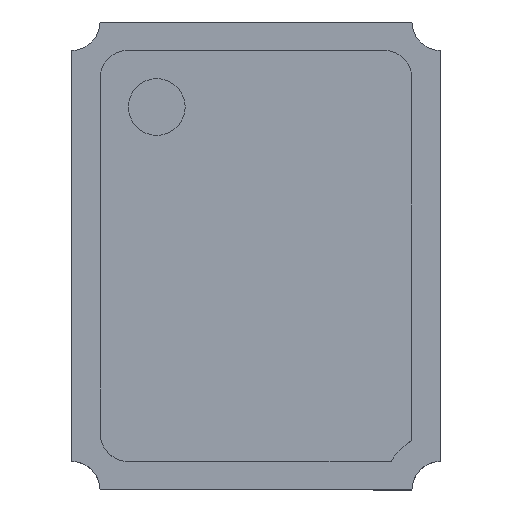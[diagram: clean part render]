
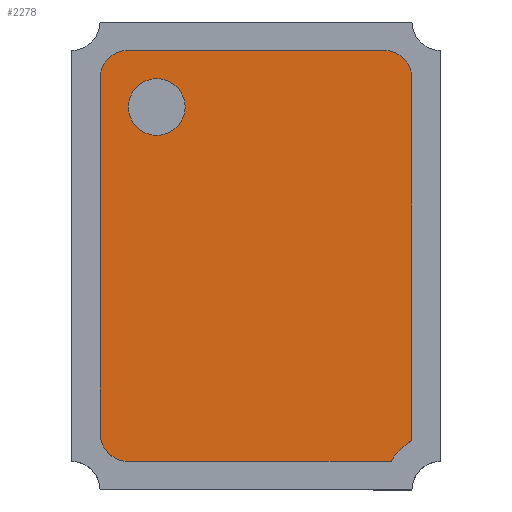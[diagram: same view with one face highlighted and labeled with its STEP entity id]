
A CAD part, top view. The second image highlights one B-rep face of the part: STEP entity #2278.
In plain terms, the highlighted planar face has unit normal (0, 0, 1).
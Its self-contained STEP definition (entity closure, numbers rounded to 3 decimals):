
#1798=CARTESIAN_POINT('',(-1.041,-1.391,1.0));
#1799=VERTEX_POINT('',#1798);
#1815=CARTESIAN_POINT('',(-0.9,-1.45,1.));
#1816=VERTEX_POINT('',#1815);
#1823=CARTESIAN_POINT('',(-0.9,-1.25,1.0));
#1824=DIRECTION('',(0.0,0.0,-1.));
#1825=DIRECTION('',(-0.707,-0.707,0.0));
#1826=AXIS2_PLACEMENT_3D('',#1823,#1824,#1825);
#1827=CIRCLE('',#1826,0.2);
#1828=EDGE_CURVE('',#1816,#1799,#1827,.T.);
#1840=CARTESIAN_POINT('',(1.017,-1.367,1.0));
#1841=VERTEX_POINT('',#1840);
#1857=CARTESIAN_POINT('',(1.1,-1.304,1.));
#1858=VERTEX_POINT('',#1857);
#1865=CARTESIAN_POINT('',(1.3,-1.65,1.0));
#1866=DIRECTION('',(0.0,0.0,1.));
#1867=DIRECTION('',(-0.707,0.707,0.0));
#1868=AXIS2_PLACEMENT_3D('',#1865,#1866,#1867);
#1869=CIRCLE('',#1868,0.4);
#1870=EDGE_CURVE('',#1858,#1841,#1869,.T.);
#1882=CARTESIAN_POINT('',(1.041,1.391,1.0));
#1883=VERTEX_POINT('',#1882);
#1899=CARTESIAN_POINT('',(0.9,1.45,1.));
#1900=VERTEX_POINT('',#1899);
#1907=CARTESIAN_POINT('',(0.9,1.25,1.0));
#1908=DIRECTION('',(0.0,0.0,-1.0));
#1909=DIRECTION('',(0.707,0.707,0.0));
#1910=AXIS2_PLACEMENT_3D('',#1907,#1908,#1909);
#1911=CIRCLE('',#1910,0.2);
#1912=EDGE_CURVE('',#1900,#1883,#1911,.T.);
#1924=CARTESIAN_POINT('',(-1.041,1.391,1.0));
#1925=VERTEX_POINT('',#1924);
#1941=CARTESIAN_POINT('',(-1.1,1.25,1.));
#1942=VERTEX_POINT('',#1941);
#1949=CARTESIAN_POINT('',(-0.9,1.25,1.0));
#1950=DIRECTION('',(0.0,0.0,-1.));
#1951=DIRECTION('',(-0.707,0.707,0.0));
#1952=AXIS2_PLACEMENT_3D('',#1949,#1950,#1951);
#1953=CIRCLE('',#1952,0.2);
#1954=EDGE_CURVE('',#1942,#1925,#1953,.T.);
#1966=CARTESIAN_POINT('',(-0.7,1.25,1.0));
#1967=VERTEX_POINT('',#1966);
#1983=CARTESIAN_POINT('',(-0.7,0.85,1.));
#1984=VERTEX_POINT('',#1983);
#1991=CARTESIAN_POINT('',(-0.7,1.05,1.));
#1992=DIRECTION('',(0.0,0.0,-1.0));
#1993=DIRECTION('',(0.0,1.0,0.0));
#1994=AXIS2_PLACEMENT_3D('',#1991,#1992,#1993);
#1995=CIRCLE('',#1994,0.2);
#1996=EDGE_CURVE('',#1967,#1984,#1995,.T.);
#2007=CARTESIAN_POINT('',(-0.7,1.05,1.));
#2008=DIRECTION('',(0.0,0.0,-1.0));
#2009=DIRECTION('',(0.0,1.0,0.0));
#2010=AXIS2_PLACEMENT_3D('',#2007,#2008,#2009);
#2011=CIRCLE('',#2010,0.2);
#2012=EDGE_CURVE('',#1984,#1967,#2011,.T.);
#2040=CARTESIAN_POINT('',(-1.1,-1.25,1.));
#2041=VERTEX_POINT('',#2040);
#2042=CARTESIAN_POINT('',(-1.1,-1.25,1.));
#2043=DIRECTION('',(0.0,1.0,0.0));
#2044=VECTOR('',#2043,2.5);
#2045=LINE('',#2042,#2044);
#2046=EDGE_CURVE('',#2041,#1942,#2045,.T.);
#2072=CARTESIAN_POINT('',(-0.9,1.45,1.));
#2073=VERTEX_POINT('',#2072);
#2074=CARTESIAN_POINT('',(-0.9,1.25,1.0));
#2075=DIRECTION('',(0.0,0.0,-1.));
#2076=DIRECTION('',(-0.707,0.707,0.0));
#2077=AXIS2_PLACEMENT_3D('',#2074,#2075,#2076);
#2078=CIRCLE('',#2077,0.2);
#2079=EDGE_CURVE('',#1925,#2073,#2078,.T.);
#2104=CARTESIAN_POINT('',(-0.9,1.45,1.));
#2105=DIRECTION('',(1.0,0.0,0.0));
#2106=VECTOR('',#2105,1.8);
#2107=LINE('',#2104,#2106);
#2108=EDGE_CURVE('',#2073,#1900,#2107,.T.);
#2127=CARTESIAN_POINT('',(1.1,1.25,1.));
#2128=VERTEX_POINT('',#2127);
#2129=CARTESIAN_POINT('',(0.9,1.25,1.0));
#2130=DIRECTION('',(0.0,0.0,-1.0));
#2131=DIRECTION('',(0.707,0.707,0.0));
#2132=AXIS2_PLACEMENT_3D('',#2129,#2130,#2131);
#2133=CIRCLE('',#2132,0.2);
#2134=EDGE_CURVE('',#1883,#2128,#2133,.T.);
#2159=CARTESIAN_POINT('',(1.1,1.25,1.));
#2160=DIRECTION('',(0.0,-1.0,0.0));
#2161=VECTOR('',#2160,2.554);
#2162=LINE('',#2159,#2161);
#2163=EDGE_CURVE('',#2128,#1858,#2162,.T.);
#2182=CARTESIAN_POINT('',(0.954,-1.45,1.));
#2183=VERTEX_POINT('',#2182);
#2184=CARTESIAN_POINT('',(1.3,-1.65,1.0));
#2185=DIRECTION('',(0.0,0.0,1.));
#2186=DIRECTION('',(-0.707,0.707,0.0));
#2187=AXIS2_PLACEMENT_3D('',#2184,#2185,#2186);
#2188=CIRCLE('',#2187,0.4);
#2189=EDGE_CURVE('',#1841,#2183,#2188,.T.);
#2214=CARTESIAN_POINT('',(0.954,-1.45,1.));
#2215=DIRECTION('',(-1.0,0.0,0.0));
#2216=VECTOR('',#2215,1.854);
#2217=LINE('',#2214,#2216);
#2218=EDGE_CURVE('',#2183,#1816,#2217,.T.);
#2237=CARTESIAN_POINT('',(-0.9,-1.25,1.0));
#2238=DIRECTION('',(0.0,0.0,-1.));
#2239=DIRECTION('',(-0.707,-0.707,0.0));
#2240=AXIS2_PLACEMENT_3D('',#2237,#2238,#2239);
#2241=CIRCLE('',#2240,0.2);
#2242=EDGE_CURVE('',#1799,#2041,#2241,.T.);
#2255=CARTESIAN_POINT('',(0.,0.,1.));
#2256=DIRECTION('',(0.0,0.0,1.0));
#2257=DIRECTION('',(0.0,1.0,0.0));
#2258=AXIS2_PLACEMENT_3D('',#2255,#2256,#2257);
#2259=PLANE('',#2258);
#2260=ORIENTED_EDGE('',*,*,#2046,.F.);
#2261=ORIENTED_EDGE('',*,*,#2242,.F.);
#2262=ORIENTED_EDGE('',*,*,#1828,.F.);
#2263=ORIENTED_EDGE('',*,*,#2218,.F.);
#2264=ORIENTED_EDGE('',*,*,#2189,.F.);
#2265=ORIENTED_EDGE('',*,*,#1870,.F.);
#2266=ORIENTED_EDGE('',*,*,#2163,.F.);
#2267=ORIENTED_EDGE('',*,*,#2134,.F.);
#2268=ORIENTED_EDGE('',*,*,#1912,.F.);
#2269=ORIENTED_EDGE('',*,*,#2108,.F.);
#2270=ORIENTED_EDGE('',*,*,#2079,.F.);
#2271=ORIENTED_EDGE('',*,*,#1954,.F.);
#2272=EDGE_LOOP('',(#2260,#2261,#2262,#2263,#2264,#2265,#2266,#2267,#2268,#2269,#2270,#2271));
#2273=FACE_OUTER_BOUND('',#2272,.T.);
#2274=ORIENTED_EDGE('',*,*,#1996,.T.);
#2275=ORIENTED_EDGE('',*,*,#2012,.T.);
#2276=EDGE_LOOP('',(#2274,#2275));
#2277=FACE_BOUND('',#2276,.T.);
#2278=ADVANCED_FACE('',(#2273,#2277),#2259,.T.);
